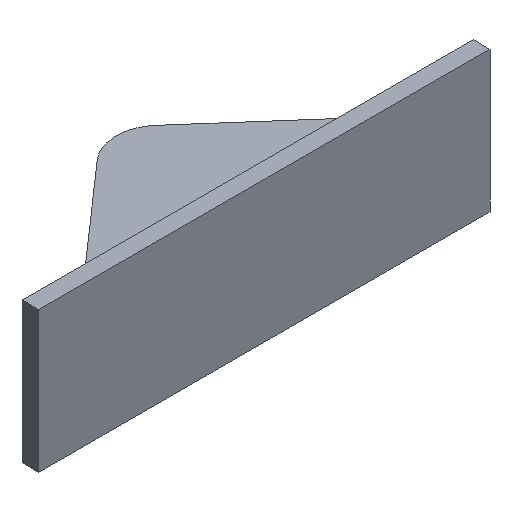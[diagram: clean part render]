
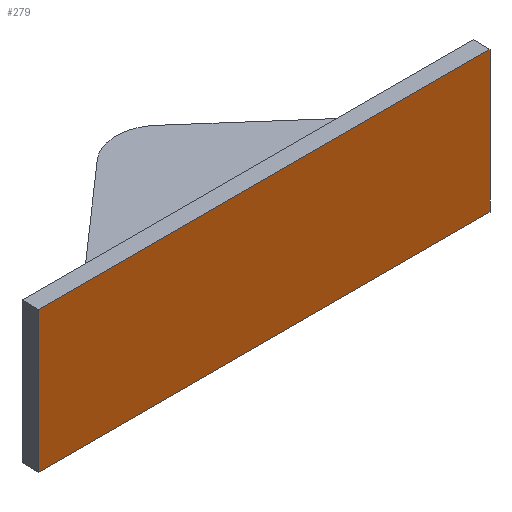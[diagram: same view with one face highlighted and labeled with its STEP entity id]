
A CAD part, isometric view. The second image highlights one B-rep face of the part: STEP entity #279.
In plain terms, the highlighted planar face has unit normal (0, -1, 0).
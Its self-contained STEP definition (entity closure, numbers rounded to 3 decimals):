
#209=CARTESIAN_POINT('POINT13',(4.,-0.3,1.25));
#210=VERTEX_POINT('VERTEX13',#209);
#227=CARTESIAN_POINT('POINT16',(-4.,-0.3,1.25));
#228=VERTEX_POINT('VERTEX16',#227);
#235=CARTESIAN_POINT('POS29',(-4.,-0.3,1.25));
#236=DIRECTION('DIR42',(1.,0.,0.));
#237=VECTOR('VEC16',#236,1.);
#238=LINE('STRAIGHT16',#235,#237);
#239=EDGE_CURVE('EDGE22',#228,#210,#238,.T.);
#249=CARTESIAN_POINT('POINT17',(4.,-0.3,-1.25));
#250=VERTEX_POINT('VERTEX17',#249);
#251=CARTESIAN_POINT('POS31',(4.,-0.3,-1.25));
#252=DIRECTION('DIR45',(0.,0.,1.));
#253=VECTOR('VEC17',#252,1.);
#254=LINE('STRAIGHT17',#251,#253);
#255=EDGE_CURVE('EDGE23',#250,#210,#254,.T.);
#256=ORIENTED_EDGE('COEDGE37',*,*,#255,.T.);
#257=ORIENTED_EDGE('COEDGE38',*,*,#239,.F.);
#258=CARTESIAN_POINT('POINT18',(-4.,-0.3,-1.25));
#259=VERTEX_POINT('VERTEX18',#258);
#260=CARTESIAN_POINT('POS32',(-4.,-0.3,-1.25));
#261=DIRECTION('DIR46',(0.,0.,1.));
#262=VECTOR('VEC18',#261,1.);
#263=LINE('STRAIGHT18',#260,#262);
#264=EDGE_CURVE('EDGE24',#259,#228,#263,.T.);
#265=ORIENTED_EDGE('COEDGE39',*,*,#264,.F.);
#266=CARTESIAN_POINT('POS33',(-4.,-0.3,-1.25));
#267=DIRECTION('DIR47',(1.,0.,0.));
#268=VECTOR('VEC19',#267,1.);
#269=LINE('STRAIGHT19',#266,#268);
#270=EDGE_CURVE('EDGE25',#259,#250,#269,.T.);
#271=ORIENTED_EDGE('COEDGE40',*,*,#270,.T.);
#272=EDGE_LOOP('NONE',(#256,#257,#265,#271));
#273=FACE_BOUND('LOOP1',#272,.T.);
#274=CARTESIAN_POINT('POS34',(-4.,-0.3,-1.25));
#275=DIRECTION('DIR48',(0.,-1.,0.));
#276=DIRECTION('DIR49',(1.,0.,0.));
#277=AXIS2_PLACEMENT_3D('AXIS15',#274,#275,#276);
#278=PLANE('PLANE6',#277);
#279=ADVANCED_FACE('FACE9',(#273),#278,.T.);
